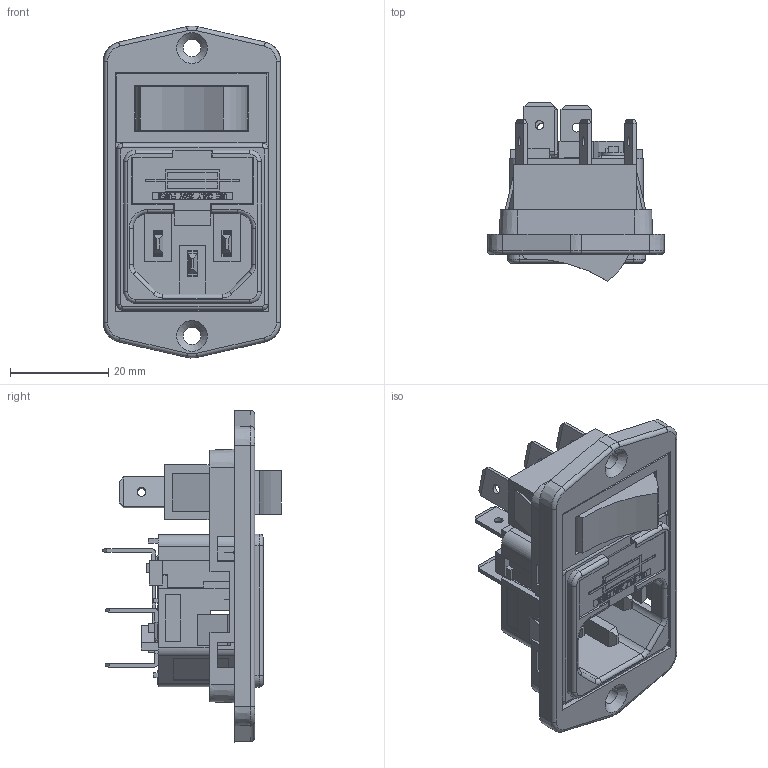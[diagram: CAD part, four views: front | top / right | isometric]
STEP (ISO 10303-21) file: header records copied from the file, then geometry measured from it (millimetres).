
FILE_DESCRIPTION(/* description */ (''),/* implementation_level */ '2;1');
FILE_NAME(/* name */ 'BVA01_Z0000_02.step',/* time_stamp */ '2020-04-14T17:00:56+01:00',/* author */ (''),/* organization */ (''),/* preprocessor_version */ 'ST-DEVELOPER v18.1',/* originating_system */ 'Autodesk Translation Framework v9.2.0.1227',/* authorisation */ '');
FILE_SCHEMA (('AUTOMOTIVE_DESIGN { 1 0 10303 214 3 1 1 }'));
Length unit declared in the file: millimetre
Products named in the file (4): BVA01_Z0000_02; Frame; Insert; Switch
Assembly tree (3 placements, depth 3):
  BVA01_Z0000_02
    Frame
      Insert
      Switch
Bounding box: 36 x 36.27 x 67.47 mm (x, y, z)
Volume: 17872.7 mm3; surface area: 19178.3 mm2
Topology: 15 solids, 15 shells, 1542 faces, 4353 edges, 2867 vertices
Faces by surface type: plane 1370, cylinder 132, torus 16, cone 16, bspline 8
Full cylindrical faces by diameter (mm): 1.8 x6, 3.5 x2, 5.537 x1
Entity records: 49466 total; most frequent: CARTESIAN_POINT 9002, ORIENTED_EDGE 8706, DIRECTION 7767, EDGE_CURVE 4353, LINE 3997, VECTOR 3997, VERTEX_POINT 2867, AXIS2_PLACEMENT_3D 1885
